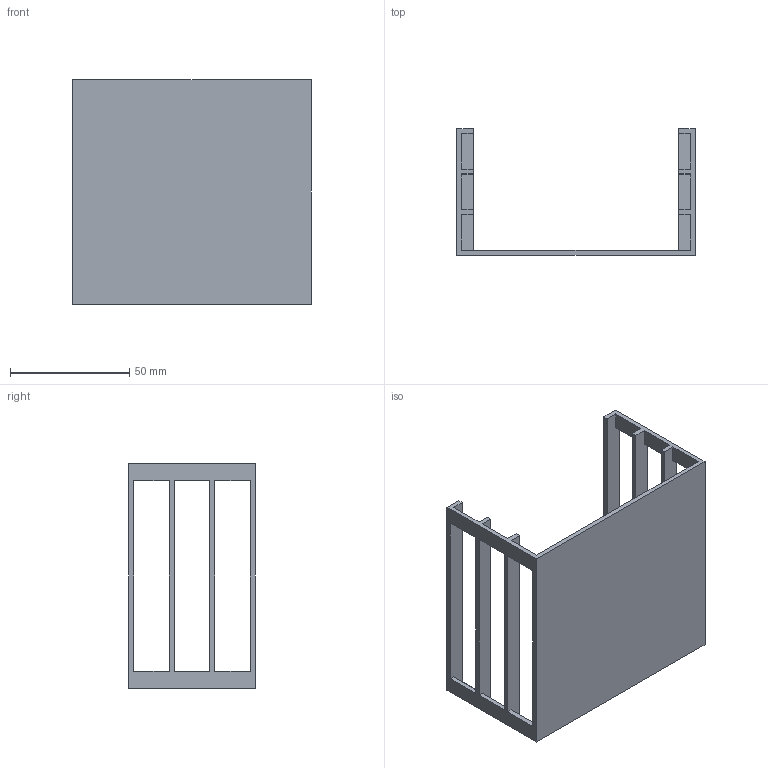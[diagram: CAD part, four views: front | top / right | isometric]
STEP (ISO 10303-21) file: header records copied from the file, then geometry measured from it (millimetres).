
FILE_DESCRIPTION (( 'STEP AP203' ), '1' );
FILE_NAME ('Electronics_Stand_Default_sldprt.STEP', '2020-08-14T00:47:39', ( '' ), ( '' ), 'SwSTEP 2.0', 'SolidWorks 2017', '' );
FILE_SCHEMA (( 'CONFIG_CONTROL_DESIGN' ));
Length unit declared in the file: millimetre
Products named in the file (1): Electronics_Stand_Default_sldprt
Bounding box: 100 x 53 x 94 mm (x, y, z)
Volume: 30116 mm3; surface area: 33580 mm2
Topology: 1 solids, 1 shells, 50 faces, 162 edges, 108 vertices
Faces by surface type: plane 50
Entity records: 1847 total; most frequent: ORIENTED_EDGE 324, CARTESIAN_POINT 321, DIRECTION 264, EDGE_CURVE 162, VECTOR 162, LINE 162, VERTEX_POINT 108, EDGE_LOOP 56
